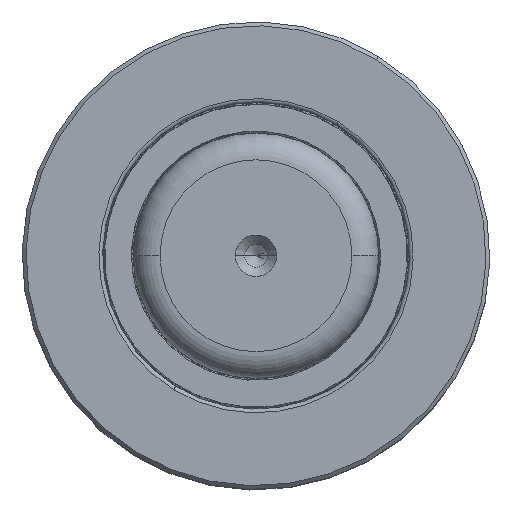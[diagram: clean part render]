
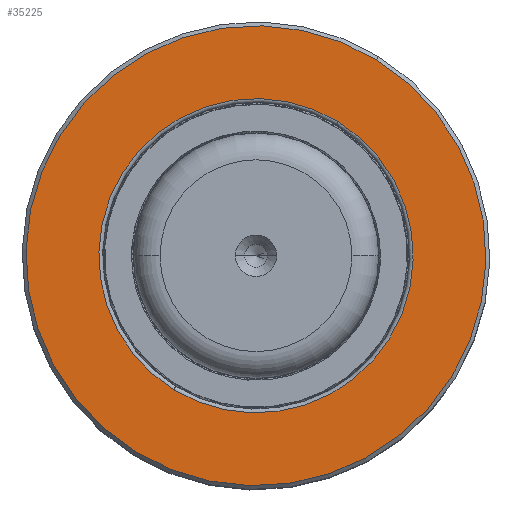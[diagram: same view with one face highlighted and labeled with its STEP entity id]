
A CAD part, top view. The second image highlights one B-rep face of the part: STEP entity #35225.
In plain terms, the highlighted face is planar.
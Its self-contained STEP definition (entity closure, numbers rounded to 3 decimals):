
#1207 = FACE_BOUND ( 'NONE', #52447, .T. ) ;
#2607 = DIRECTION ( 'NONE',  ( 0., -1., 0. ) ) ;
#3162 = CARTESIAN_POINT ( 'NONE',  ( 0., 33.687, 0. ) ) ;
#3837 = ORIENTED_EDGE ( 'NONE', *, *, #43797, .T. ) ;
#4661 = ORIENTED_EDGE ( 'NONE', *, *, #58128, .F. ) ;
#7022 = ORIENTED_EDGE ( 'NONE', *, *, #21243, .T. ) ;
#7072 = DIRECTION ( 'NONE',  ( 0., 0., -1. ) ) ;
#7429 = CIRCLE ( 'NONE', #18714, 20.5 ) ;
#8420 = VERTEX_POINT ( 'NONE', #26731 ) ;
#8465 = VERTEX_POINT ( 'NONE', #40875 ) ;
#11053 = DIRECTION ( 'NONE',  ( 0., -1., 0. ) ) ;
#11777 = CIRCLE ( 'NONE', #57729, 20.5 ) ;
#12391 = DIRECTION ( 'NONE',  ( 0., 0., -1. ) ) ;
#16127 = CARTESIAN_POINT ( 'NONE',  ( 0., 33.687, 0. ) ) ;
#16951 = VERTEX_POINT ( 'NONE', #59899 ) ;
#17252 = CARTESIAN_POINT ( 'NONE',  ( 0., 33.687, 0. ) ) ;
#18714 = AXIS2_PLACEMENT_3D ( 'NONE', #26420, #21900, #7072 ) ;
#20007 = DIRECTION ( 'NONE',  ( 0., 0., -1. ) ) ;
#21089 = CIRCLE ( 'NONE', #42514, 30. ) ;
#21243 = EDGE_CURVE ( 'NONE', #21420, #8420, #11777, .T. ) ;
#21420 = VERTEX_POINT ( 'NONE', #31391 ) ;
#21538 = DIRECTION ( 'NONE',  ( 0., -1., 0. ) ) ;
#21759 = DIRECTION ( 'NONE',  ( 0., 0., -1. ) ) ;
#21900 = DIRECTION ( 'NONE',  ( 0., -1., 0. ) ) ;
#26420 = CARTESIAN_POINT ( 'NONE',  ( 0., 33.687, 0. ) ) ;
#26638 = CIRCLE ( 'NONE', #54335, 30. ) ;
#26731 = CARTESIAN_POINT ( 'NONE',  ( 0., 33.687, -20.5 ) ) ;
#31391 = CARTESIAN_POINT ( 'NONE',  ( 0., 33.687, 20.5 ) ) ;
#31825 = PLANE ( 'NONE',  #48054 ) ;
#35174 = ORIENTED_EDGE ( 'NONE', *, *, #35890, .F. ) ;
#35225 = ADVANCED_FACE ( 'NONE', ( #1207, #57564 ), #31825, .T. ) ;
#35890 = EDGE_CURVE ( 'NONE', #8465, #16951, #26638, .T. ) ;
#40875 = CARTESIAN_POINT ( 'NONE',  ( 0., 33.687, 30. ) ) ;
#42514 = AXIS2_PLACEMENT_3D ( 'NONE', #17252, #2607, #21759 ) ;
#43797 = EDGE_CURVE ( 'NONE', #8420, #21420, #7429, .T. ) ;
#46348 = DIRECTION ( 'NONE',  ( 0., 0., 1. ) ) ;
#48054 = AXIS2_PLACEMENT_3D ( 'NONE', #51264, #55153, #46348 ) ;
#51264 = CARTESIAN_POINT ( 'NONE',  ( 30., 33.687, 0. ) ) ;
#52447 = EDGE_LOOP ( 'NONE', ( #3837, #7022 ) ) ;
#54335 = AXIS2_PLACEMENT_3D ( 'NONE', #16127, #11053, #20007 ) ;
#55153 = DIRECTION ( 'NONE',  ( 0., 1., 0. ) ) ;
#57112 = EDGE_LOOP ( 'NONE', ( #4661, #35174 ) ) ;
#57564 = FACE_OUTER_BOUND ( 'NONE', #57112, .T. ) ;
#57729 = AXIS2_PLACEMENT_3D ( 'NONE', #3162, #21538, #12391 ) ;
#58128 = EDGE_CURVE ( 'NONE', #16951, #8465, #21089, .T. ) ;
#59899 = CARTESIAN_POINT ( 'NONE',  ( 0., 33.687, -30. ) ) ;
